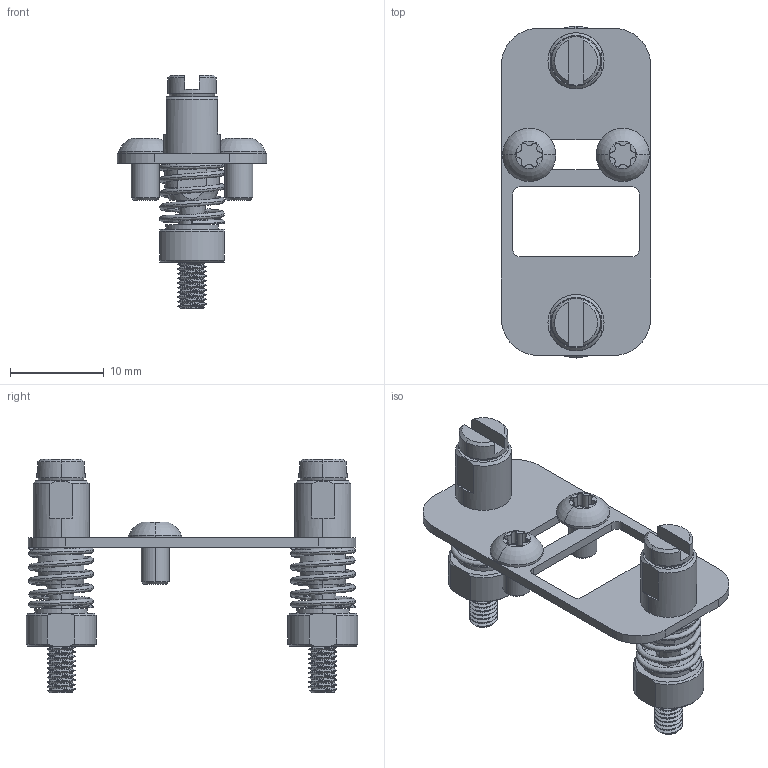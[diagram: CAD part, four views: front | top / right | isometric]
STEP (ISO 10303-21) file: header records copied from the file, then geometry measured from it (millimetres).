
FILE_DESCRIPTION (( 'STEP AP214' ), '1' );
FILE_NAME ('INGUN_115788.STEP', '2024-06-11T11:36:42', ( '' ), ( '' ), 'SwSTEP 2.0', 'SolidWorks 2021', '' );
FILE_SCHEMA (( 'AUTOMOTIVE_DESIGN' ));
Length unit declared in the file: millimetre
Products named in the file (1): INGUN_115788
Bounding box: 16 x 35.5 x 25 mm (x, y, z)
Volume: 1591.6 mm3; surface area: 2675.9 mm2
Topology: 5 solids, 5 shells, 277 faces, 751 edges, 488 vertices
Faces by surface type: cylinder 143, plane 74, cone 44, bspline 12, torus 4
Entity records: 25334 total; most frequent: CARTESIAN_POINT 15543, ORIENTED_EDGE 1502, DIRECTION 1303, EDGE_CURVE 751, AXIS2_PLACEMENT_3D 520, VERTEX_POINT 488, EDGE_LOOP 305, UNCERTAINTY_MEASURE_WITH_UNIT 284
